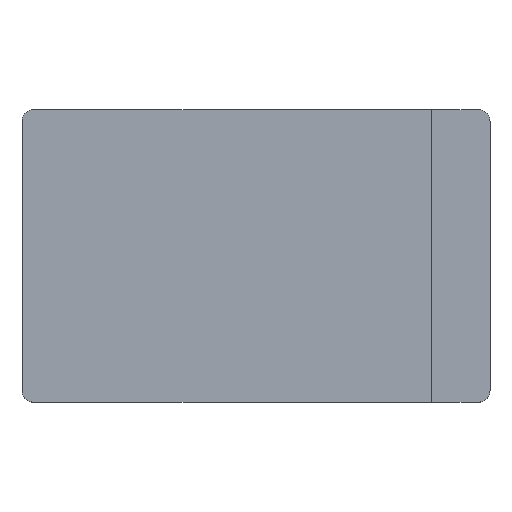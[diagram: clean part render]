
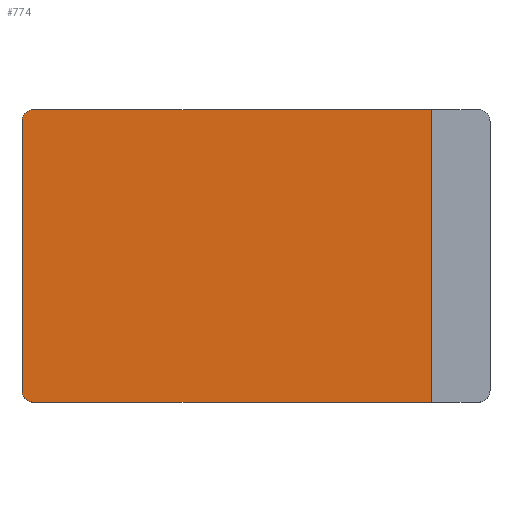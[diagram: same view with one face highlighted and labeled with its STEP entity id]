
A CAD part, top view. The second image highlights one B-rep face of the part: STEP entity #774.
In plain terms, the highlighted face is planar.
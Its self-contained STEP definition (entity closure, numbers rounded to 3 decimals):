
#8 = CARTESIAN_POINT ( 'NONE',  ( -43.738, -21.149, 0. ) ) ;
#24 = CARTESIAN_POINT ( 'NONE',  ( -9.738, 3.851, 0. ) ) ;
#31 = ORIENTED_EDGE ( 'NONE', *, *, #768, .F. ) ;
#43 = CARTESIAN_POINT ( 'NONE',  ( -8.738, 2.851, 0. ) ) ;
#60 = DIRECTION ( 'NONE',  ( 0., 0., 1. ) ) ;
#61 = AXIS2_PLACEMENT_3D ( 'NONE', #481, #94, #310 ) ;
#94 = DIRECTION ( 'NONE',  ( 0., 0., 1. ) ) ;
#101 = VERTEX_POINT ( 'NONE', #260 ) ;
#119 = EDGE_CURVE ( 'NONE', #707, #383, #656, .T. ) ;
#128 = VECTOR ( 'NONE', #816, 1000. ) ;
#129 = DIRECTION ( 'NONE',  ( 0., 1., 0. ) ) ;
#139 = CARTESIAN_POINT ( 'NONE',  ( -8.738, -20.149, 0. ) ) ;
#161 = ORIENTED_EDGE ( 'NONE', *, *, #509, .F. ) ;
#193 = VECTOR ( 'NONE', #799, 1000. ) ;
#211 = AXIS2_PLACEMENT_3D ( 'NONE', #676, #370, #623 ) ;
#220 = LINE ( 'NONE', #369, #318 ) ;
#226 = VERTEX_POINT ( 'NONE', #43 ) ;
#228 = DIRECTION ( 'NONE',  ( 1., 0., 0. ) ) ;
#248 = LINE ( 'NONE', #282, #193 ) ;
#250 = EDGE_CURVE ( 'NONE', #544, #707, #248, .T. ) ;
#260 = CARTESIAN_POINT ( 'NONE',  ( -9.738, -21.149, 0. ) ) ;
#269 = CARTESIAN_POINT ( 'NONE',  ( -9.738, -20.149, 0. ) ) ;
#282 = CARTESIAN_POINT ( 'NONE',  ( -43.738, 3.851, 0. ) ) ;
#310 = DIRECTION ( 'NONE',  ( 1., 0., 0. ) ) ;
#318 = VECTOR ( 'NONE', #228, 1000. ) ;
#323 = DIRECTION ( 'NONE',  ( 1., 0., 0. ) ) ;
#351 = CIRCLE ( 'NONE', #61, 1. ) ;
#368 = EDGE_LOOP ( 'NONE', ( #559, #488, #551, #161, #450, #31 ) ) ;
#369 = CARTESIAN_POINT ( 'NONE',  ( -43.738, -21.149, 0. ) ) ;
#370 = DIRECTION ( 'NONE',  ( 0., 0., 1. ) ) ;
#383 = VERTEX_POINT ( 'NONE', #8 ) ;
#450 = ORIENTED_EDGE ( 'NONE', *, *, #752, .F. ) ;
#481 = CARTESIAN_POINT ( 'NONE',  ( -9.738, -20.149, 0. ) ) ;
#487 = FACE_OUTER_BOUND ( 'NONE', #368, .T. ) ;
#488 = ORIENTED_EDGE ( 'NONE', *, *, #250, .F. ) ;
#503 = CARTESIAN_POINT ( 'NONE',  ( -8.738, 2.851, 0. ) ) ;
#509 = EDGE_CURVE ( 'NONE', #809, #226, #708, .T. ) ;
#544 = VERTEX_POINT ( 'NONE', #24 ) ;
#551 = ORIENTED_EDGE ( 'NONE', *, *, #574, .F. ) ;
#559 = ORIENTED_EDGE ( 'NONE', *, *, #119, .F. ) ;
#574 = EDGE_CURVE ( 'NONE', #226, #544, #763, .T. ) ;
#623 = DIRECTION ( 'NONE',  ( -1., 0., 0. ) ) ;
#639 = CARTESIAN_POINT ( 'NONE',  ( -43.738, 3.851, 0. ) ) ;
#647 = PLANE ( 'NONE',  #663 ) ;
#648 = CARTESIAN_POINT ( 'NONE',  ( -43.738, 3.851, 0. ) ) ;
#656 = LINE ( 'NONE', #648, #128 ) ;
#663 = AXIS2_PLACEMENT_3D ( 'NONE', #269, #60, #323 ) ;
#676 = CARTESIAN_POINT ( 'NONE',  ( -9.738, 2.851, 0. ) ) ;
#707 = VERTEX_POINT ( 'NONE', #639 ) ;
#708 = LINE ( 'NONE', #503, #826 ) ;
#752 = EDGE_CURVE ( 'NONE', #101, #809, #351, .T. ) ;
#763 = CIRCLE ( 'NONE', #211, 1. ) ;
#768 = EDGE_CURVE ( 'NONE', #383, #101, #220, .T. ) ;
#774 = ADVANCED_FACE ( 'NONE', ( #487 ), #647, .F. ) ;
#799 = DIRECTION ( 'NONE',  ( -1., 0., 0. ) ) ;
#809 = VERTEX_POINT ( 'NONE', #139 ) ;
#816 = DIRECTION ( 'NONE',  ( 0., -1., 0. ) ) ;
#826 = VECTOR ( 'NONE', #129, 1000. ) ;
